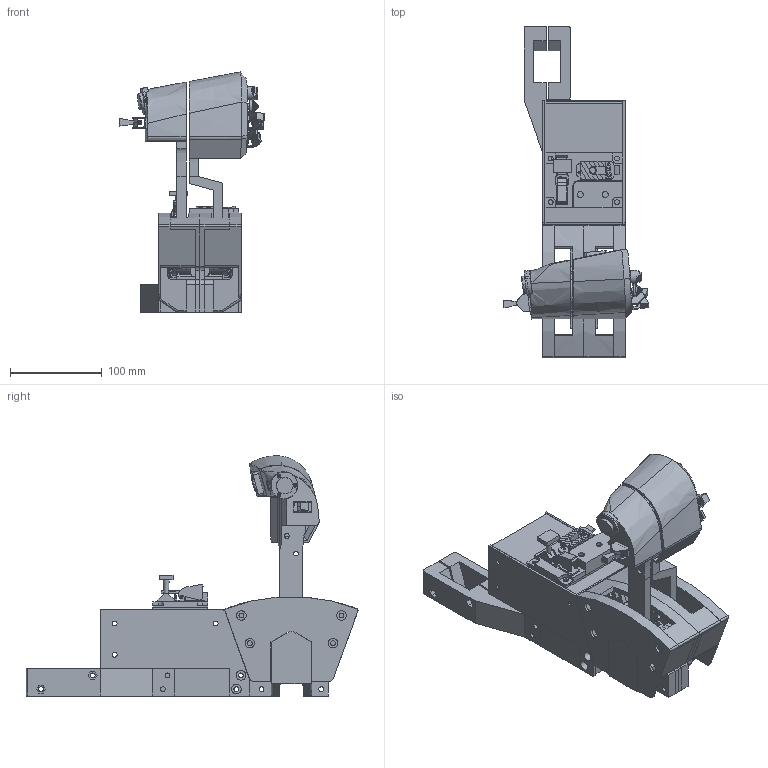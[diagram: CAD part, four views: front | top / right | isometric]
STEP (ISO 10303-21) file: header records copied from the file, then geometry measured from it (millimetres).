
FILE_DESCRIPTION(/* description */ ('STEP AP242','CAx-IF Rec.Pracs.---Representation and Presentation of Product Manufacturing Information (PMI)---4.0---2014-10-13','CAx-IF Rec.Pracs.---3D Tessellated Geometry---0.4---2014-09-14','2;1'),/* implementation_level */ '2;1');
FILE_NAME(/* name */ '61ee46eec098e026a100cbb5',/* time_stamp */ '2022-01-24T06:28:03+00:00',/* author */ (''),/* organization */ (''),/* preprocessor_version */ 'ST-DEVELOPER v18.101',/* originating_system */ ' ',/* authorisation */ ' ');
FILE_SCHEMA (('AP242_MANAGED_MODEL_BASED_3D_ENGINEERING_MIM_LF { 1 0 10303 442 1 1 4 }'));
Products named in the file (62): Toggle switch handle holder; Toggle switch handle; Toggle switch cover; Toggle switch cover base; Toggle switch guide; Button box outer case high; Button box outer case; Button box holder Right; Button box holder Left; Button box base; Button box wall Top; Button box wall Rear; Button box wall Right; Button box wall Left; Strut extend; Dispense switch holder; Boat switch holder; Weapon mode switch cap holder; Weapon mode switch cap; Weapon mode switch holder; Boat switch cap holder; Boat switch cap; Dispense switch cap holder; Dispense switch cap; Holder Right; Holder Left; Right microphone switch cap; Right microphone switch cup; Right speed brake switch cap; Right target designator cap; Right target designator holder; Casing holder right; Casing Left; Casing Right; Casing holder left; Axel cap; Left wheel control holder; Right side speed brake switch holder; Ledt side wheel inner holder; Multi function button housing ...
Bounding box: 158.69 x 361.6 x 261.52 mm (x, y, z)
Volume: 1054274.1 mm3; surface area: 505753 mm2
Topology: 62 solids, 62 shells, 2253 faces, 6179 edges, 4125 vertices
Faces by surface type: plane 1500, cylinder 665, bspline 63, cone 17, sphere 8
Full cylindrical faces by diameter (mm): 2.1 x22, 2.2 x38, 2.3 x12, 3.95 x1, 4 x10, 5 x3, 5.25 x134, 6 x1, 6.05 x1, 6.1 x2, 6.3 x4, 6.35 x1, 6.55 x9, 8 x8, 8.05 x1, 10 x1, 10.25 x4, 10.5 x12, 11.6 x2, 12 x8, 14 x2, 15 x1, 15.3 x1, 16 x7, 18 x4, 21 x7, 24 x4, 29 x1
Entity records: 73446 total; most frequent: CARTESIAN_POINT 14693, ORIENTED_EDGE 11522, DIRECTION 11491, EDGE_CURVE 5761, LINE 4129, VECTOR 4129, VERTEX_POINT 4022, AXIS2_PLACEMENT_3D 3681
